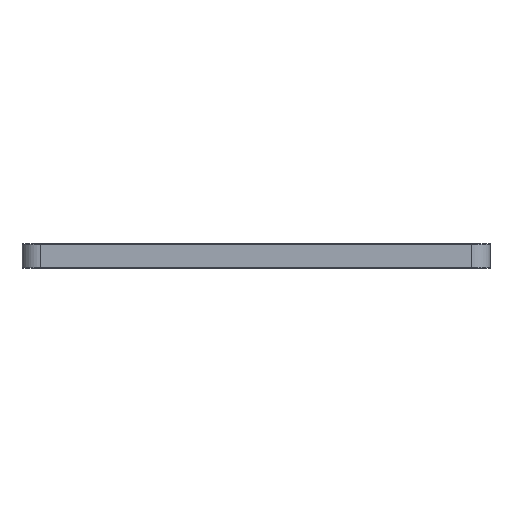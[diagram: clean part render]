
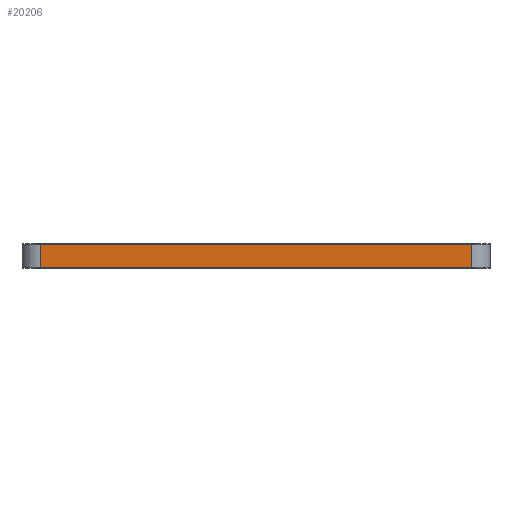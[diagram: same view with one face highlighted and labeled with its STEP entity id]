
A CAD part, front view. The second image highlights one B-rep face of the part: STEP entity #20206.
In plain terms, the highlighted planar face has unit normal (0, -1, 0).
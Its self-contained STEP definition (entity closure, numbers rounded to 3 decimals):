
#19094 = VERTEX_POINT('',#19095);
#19095 = CARTESIAN_POINT('',(104.799,-127.026,0.));
#19102 = EDGE_CURVE('',#19103,#19094,#19105,.T.);
#19103 = VERTEX_POINT('',#19104);
#19104 = CARTESIAN_POINT('',(132.802,-127.026,0.));
#19105 = LINE('',#19106,#19107);
#19106 = CARTESIAN_POINT('',(132.802,-127.026,0.));
#19107 = VECTOR('',#19108,1.);
#19108 = DIRECTION('',(-1.,0.,0.));
#19611 = VERTEX_POINT('',#19612);
#19612 = CARTESIAN_POINT('',(104.799,-127.026,1.516));
#19619 = EDGE_CURVE('',#19620,#19611,#19622,.T.);
#19620 = VERTEX_POINT('',#19621);
#19621 = CARTESIAN_POINT('',(132.802,-127.026,1.516));
#19622 = LINE('',#19623,#19624);
#19623 = CARTESIAN_POINT('',(132.802,-127.026,1.516));
#19624 = VECTOR('',#19625,1.);
#19625 = DIRECTION('',(-1.,0.,0.));
#20176 = EDGE_CURVE('',#19094,#19611,#20177,.T.);
#20177 = LINE('',#20178,#20179);
#20178 = CARTESIAN_POINT('',(104.799,-127.026,0.));
#20179 = VECTOR('',#20180,1.);
#20180 = DIRECTION('',(0.,0.,1.));
#20206 = ADVANCED_FACE('',(#20207),#20218,.T.);
#20207 = FACE_BOUND('',#20208,.T.);
#20208 = EDGE_LOOP('',(#20209,#20215,#20216,#20217));
#20209 = ORIENTED_EDGE('',*,*,#20210,.T.);
#20210 = EDGE_CURVE('',#19103,#19620,#20211,.T.);
#20211 = LINE('',#20212,#20213);
#20212 = CARTESIAN_POINT('',(132.802,-127.026,0.));
#20213 = VECTOR('',#20214,1.);
#20214 = DIRECTION('',(0.,0.,1.));
#20215 = ORIENTED_EDGE('',*,*,#19619,.T.);
#20216 = ORIENTED_EDGE('',*,*,#20176,.F.);
#20217 = ORIENTED_EDGE('',*,*,#19102,.F.);
#20218 = PLANE('',#20219);
#20219 = AXIS2_PLACEMENT_3D('',#20220,#20221,#20222);
#20220 = CARTESIAN_POINT('',(132.802,-127.026,0.));
#20221 = DIRECTION('',(0.,-1.,0.));
#20222 = DIRECTION('',(-1.,0.,0.));
